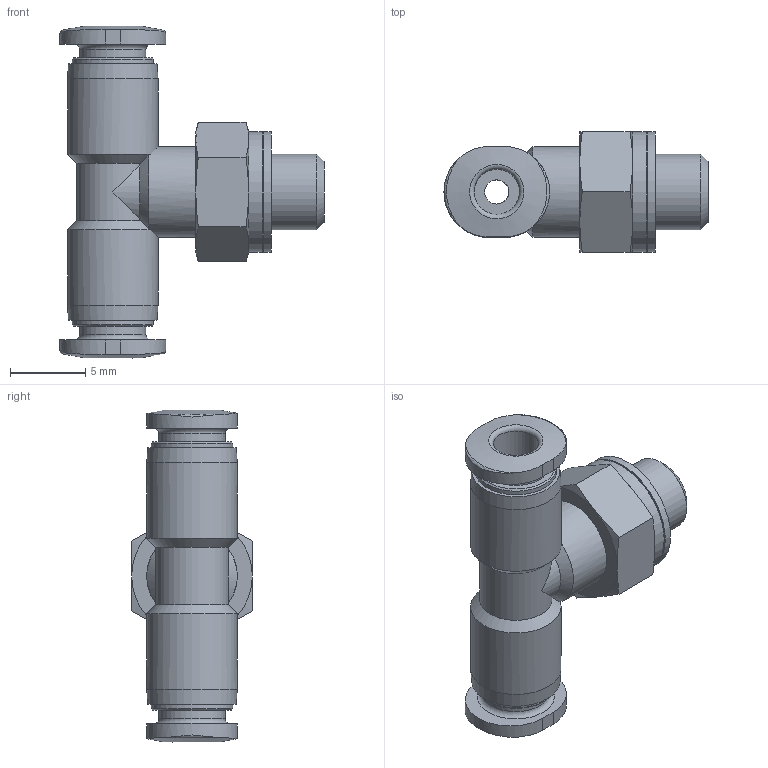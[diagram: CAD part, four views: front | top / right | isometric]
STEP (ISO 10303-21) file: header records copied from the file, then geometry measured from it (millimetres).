
FILE_DESCRIPTION(/* description */ ('STEP AP214'),/* implementation_level */ '2;1');
FILE_NAME(/* name */ '153352_QSMT-M5-3',/* time_stamp */ '2024-09-11T11:19:32+02:00',/* author */ ('License CC BY-ND 4.0'),/* organization */ ('CADENAS'),/* preprocessor_version */ 'ST-DEVELOPER v19.3',/* originating_system */ 'PARTsolutions',/* authorisation */ ' ');
FILE_SCHEMA (('AUTOMOTIVE_DESIGN {1 0 10303 214 3 1 1}'));
Length unit declared in the file: millimetre
Products named in the file (1): 153352 QSMT-M5-3
Bounding box: 17.5 x 8 x 22 mm (x, y, z)
Volume: 817.8 mm3; surface area: 1073.6 mm2
Topology: 1 solids, 1 shells, 76 faces, 178 edges, 113 vertices
Faces by surface type: cone 25, plane 22, cylinder 21, torus 8
Full cylindrical faces by diameter (mm): 1.6 x2, 3 x2, 4.4 x2, 5 x1, 5.4 x2, 6 x3, 8 x2
Entity records: 2600 total; most frequent: CARTESIAN_POINT 495, DIRECTION 312, ORIENTED_EDGE 288, AXIS2_PLACEMENT_3D 147, EDGE_CURVE 144, EDGE_LOOP 116, FACE_BOUND 116, VERTEX_POINT 106
